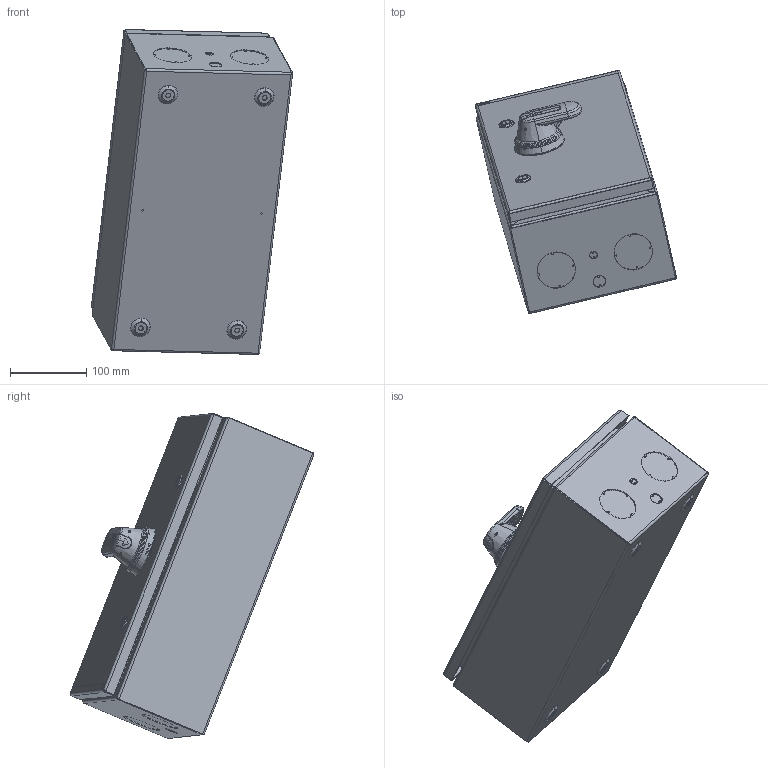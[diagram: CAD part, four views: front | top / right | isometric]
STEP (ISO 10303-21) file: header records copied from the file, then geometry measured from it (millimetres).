
FILE_DESCRIPTION((''),'2;1');
FILE_NAME('KOT64529_B2_ASM','2020-05-07T08:30:35',('KNUUMATT'),(''),'CREO PARAMETRIC BY PTC INC, 2019164','CREO PARAMETRIC BY PTC INC, 2019164','');
FILE_SCHEMA(('AUTOMOTIVE_DESIGN { 1 0 10303 214 1 1 1 1 }'));
Products named in the file (47): B64529_217_1; B64529_217_2; B64529_217_3; B64529_217_4; B64529_217_5; B64529_217_6; B64529_217_7; B64529_217_8; B64529_217_9; B64529_217_ASM; B64529_ASM_84_ASM; D64529_18; PRT0001_2; PRT0002_2; ASM0003_ASM_2_ASM; ASM0002_ASM_1_ASM; PRT0003_3; PRT0004_3; PRT0005_3; ASM0005_ASM_1_ASM; ASM0004_ASM_1_ASM; EMKA_PIENI_RUNKO_ASM_1_ASM; 1022-08_PRT_1; EMKA_ABB_ASM_2_ASM; KOT64529_ASM_198_ASM; ABB_RED_STRIP; KOT64529_A2_ASM; CXBY68348_6; CXBY_68340_8; CXBY68339_P; FSEPBY3X25; CXBY68344; ECDB5_28_1_78; ECDB48_1; CXBY68347; OHZS3; CXBY68346-10; YPAKY24B12; SONICLOCKM4X7_5; FPMH3X12X-TX8 ...
Assembly tree (49 placements, depth 8):
  KOT64529_B2_ASM
    KOT64529_A2_ASM
      KOT64529_ASM_198_ASM
        B64529_ASM_84_ASM
          B64529_217_ASM
            B64529_217_1
            B64529_217_2
            B64529_217_3
            B64529_217_4
            B64529_217_5
            B64529_217_6
            B64529_217_7
            B64529_217_8
            B64529_217_9
        D64529_18
        EMKA_ABB_ASM_2_ASM  x2
          EMKA_PIENI_RUNKO_ASM_1_ASM
            ASM0002_ASM_1_ASM
              ASM0003_ASM_2_ASM
                PRT0001_2
                PRT0002_2
            ASM0004_ASM_1_ASM
              ASM0005_ASM_1_ASM
                PRT0003_3
                PRT0004_3
                PRT0005_3
          1022-08_PRT_1
      ABB_RED_STRIP
    OHB65J6_ASM
      CXBY68348_6
      CXBY_68340_8
      CXBY68339_P
      FSEPBY3X25
      CXBY68344
      ECDB5_28_1_78
      ECDB48_1
      CXBY68347
      OHZS3
      CXBY68346-10
      YPAKY24B12
      SONICLOCKM4X7_5  x2
      FPMH3X12X-TX8  x2
      CXBY68345
      YPAKY24B9
      ECDB0_74_1_02
      YPAKY24B10
      YPAKY24B11
Bounding box: 264.13 x 319.42 x 426.5 mm (x, y, z)
Volume: 9644894.2 mm3; surface area: 941143.3 mm2
Topology: 43 solids, 51 shells, 4272 faces, 12471 edges, 8406 vertices
Faces by surface type: plane 1896, cylinder 924, extrusion 737, bspline 363, torus 194, cone 130, sphere 28
Entity records: 287801 total; most frequent: CARTESIAN_POINT 111385, ORIENTED_EDGE 20348, DIRECTION 18407, PRESENTATION_STYLE_ASSIGNMENT 15628, STYLED_ITEM 15628, CURVE_STYLE 12653, EDGE_CURVE 10180, VECTOR 7135
